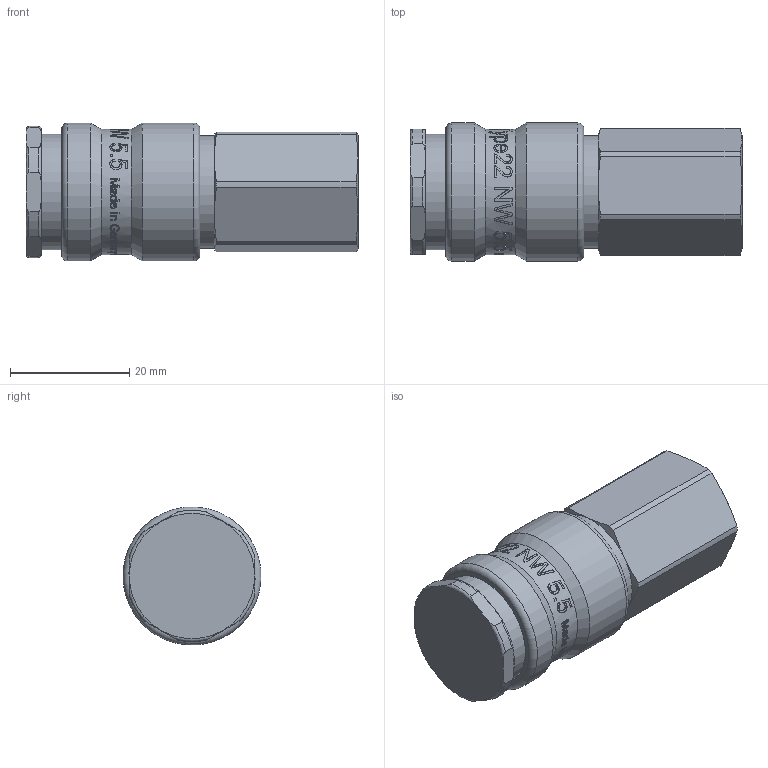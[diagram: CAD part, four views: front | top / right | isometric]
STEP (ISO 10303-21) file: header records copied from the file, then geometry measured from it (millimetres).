
FILE_DESCRIPTION((''),'2;1');
FILE_NAME('22kaiw13mpn.stp','2014-01-10T09:36:55',('IA176480'),(''),'Autodesk Inventor 2013','Autodesk Inventor 2013','');
FILE_SCHEMA(('AUTOMOTIVE_DESIGN { 1 0 10303 214 1 1 1 1 }'));
Length unit declared in the file: millimetre
Products named in the file (1): D108997
Bounding box: 55.6 x 23.11 x 23.11 mm (x, y, z)
Volume: 17069.2 mm3; surface area: 8122.9 mm2
Topology: 2 solids, 3 shells, 533 faces, 1416 edges, 934 vertices
Faces by surface type: bspline 261, plane 170, cylinder 68, cone 20, torus 14
Full cylindrical faces by diameter (mm): 11.445 x1, 15.606 x1, 16 x2, 16.95 x1, 18.95 x1, 19.35 x1, 19.4 x1, 19.65 x1, 21 x1, 23.15 x2
Entity records: 74248 total; most frequent: CARTESIAN_POINT 62647, ORIENTED_EDGE 2758, EDGE_CURVE 1379, DIRECTION 1362, VERTEX_POINT 926, B_SPLINE_CURVE_WITH_KNOTS 700, EDGE_LOOP 611, FACE_OUTER_BOUND 533
